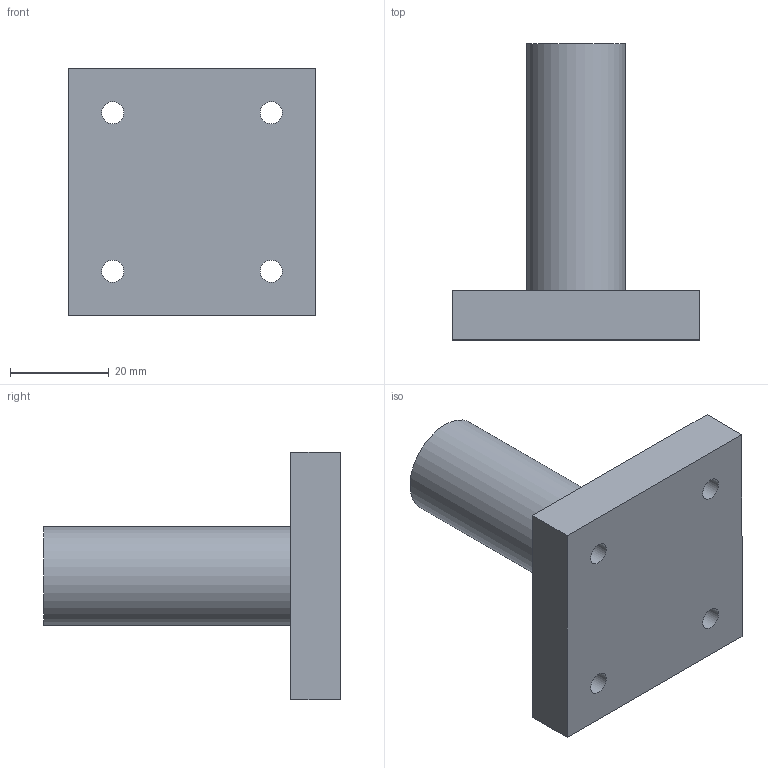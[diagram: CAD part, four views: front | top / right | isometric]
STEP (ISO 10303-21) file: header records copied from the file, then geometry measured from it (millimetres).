
FILE_DESCRIPTION (( 'STEP AP203' ), '1' );
FILE_NAME ('Base_Default_sldprt.STEP', '2021-05-30T05:39:25', ( '' ), ( '' ), 'SwSTEP 2.0', 'SolidWorks 2020', '' );
FILE_SCHEMA (( 'CONFIG_CONTROL_DESIGN' ));
Length unit declared in the file: millimetre
Products named in the file (1): Base_Default_sldprt
Bounding box: 50 x 60 x 50 mm (x, y, z)
Volume: 39700.6 mm3; surface area: 10693.2 mm2
Topology: 1 solids, 1 shells, 20 faces, 39 edges, 26 vertices
Faces by surface type: plane 11, cylinder 9
Full cylindrical faces by diameter (mm): 4.5 x4, 8.6 x4, 20 x1
Entity records: 569 total; most frequent: DIRECTION 90, CARTESIAN_POINT 77, ORIENTED_EDGE 60, EDGE_LOOP 42, AXIS2_PLACEMENT_3D 39, EDGE_CURVE 30, FACE_OUTER_BOUND 29, VERTEX_POINT 26
